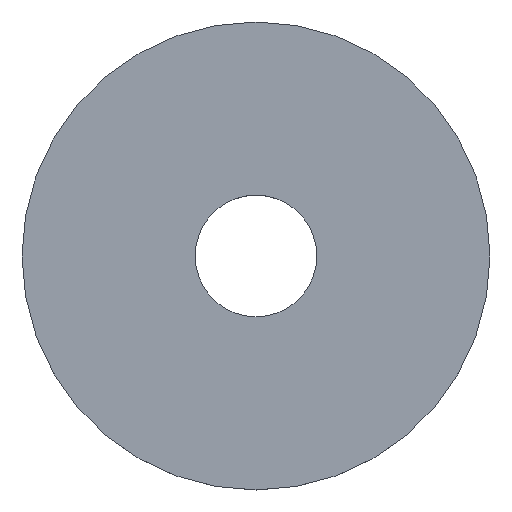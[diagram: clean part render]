
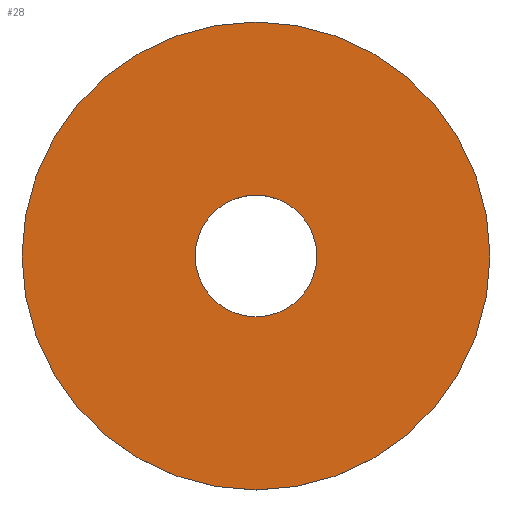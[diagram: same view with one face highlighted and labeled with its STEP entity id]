
A CAD part, top view. The second image highlights one B-rep face of the part: STEP entity #28.
In plain terms, the highlighted planar face has unit normal (0, 0, 1).
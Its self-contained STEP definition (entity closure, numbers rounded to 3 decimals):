
#3 = EDGE_LOOP ( 'NONE', ( #4 ) ) ;
#4 = ORIENTED_EDGE ( 'NONE', *, *, #67, .F. ) ;
#16 = DIRECTION ( 'NONE',  ( 0., 0., -1. ) ) ;
#20 = CIRCLE ( 'NONE', #114, 6.5 ) ;
#26 = DIRECTION ( 'NONE',  ( 0., 1., 0. ) ) ;
#28 = ADVANCED_FACE ( 'NONE', ( #37, #36 ), #93, .T. ) ;
#29 = CARTESIAN_POINT ( 'NONE',  ( 0., 0., 1.7 ) ) ;
#36 = FACE_OUTER_BOUND ( 'NONE', #3, .T. ) ;
#37 = FACE_BOUND ( 'NONE', #146, .T. ) ;
#50 = EDGE_CURVE ( 'NONE', #84, #84, #20, .T. ) ;
#56 = DIRECTION ( 'NONE',  ( 0., 1., 0. ) ) ;
#60 = AXIS2_PLACEMENT_3D ( 'NONE', #29, #16, #26 ) ;
#66 = DIRECTION ( 'NONE',  ( 0., -1., 0. ) ) ;
#67 = EDGE_CURVE ( 'NONE', #135, #135, #132, .T. ) ;
#80 = DIRECTION ( 'NONE',  ( 0., 0., 1. ) ) ;
#84 = VERTEX_POINT ( 'NONE', #162 ) ;
#90 = AXIS2_PLACEMENT_3D ( 'NONE', #144, #80, #66 ) ;
#93 = PLANE ( 'NONE',  #90 ) ;
#112 = DIRECTION ( 'NONE',  ( 0., 0., -1. ) ) ;
#114 = AXIS2_PLACEMENT_3D ( 'NONE', #148, #112, #56 ) ;
#132 = CIRCLE ( 'NONE', #60, 25. ) ;
#135 = VERTEX_POINT ( 'NONE', #136 ) ;
#136 = CARTESIAN_POINT ( 'NONE',  ( 0., 25., 1.7 ) ) ;
#144 = CARTESIAN_POINT ( 'NONE',  ( 0., 6.5, 1.7 ) ) ;
#145 = ORIENTED_EDGE ( 'NONE', *, *, #50, .T. ) ;
#146 = EDGE_LOOP ( 'NONE', ( #145 ) ) ;
#148 = CARTESIAN_POINT ( 'NONE',  ( 0., 0., 1.7 ) ) ;
#162 = CARTESIAN_POINT ( 'NONE',  ( 0., 6.5, 1.7 ) ) ;
